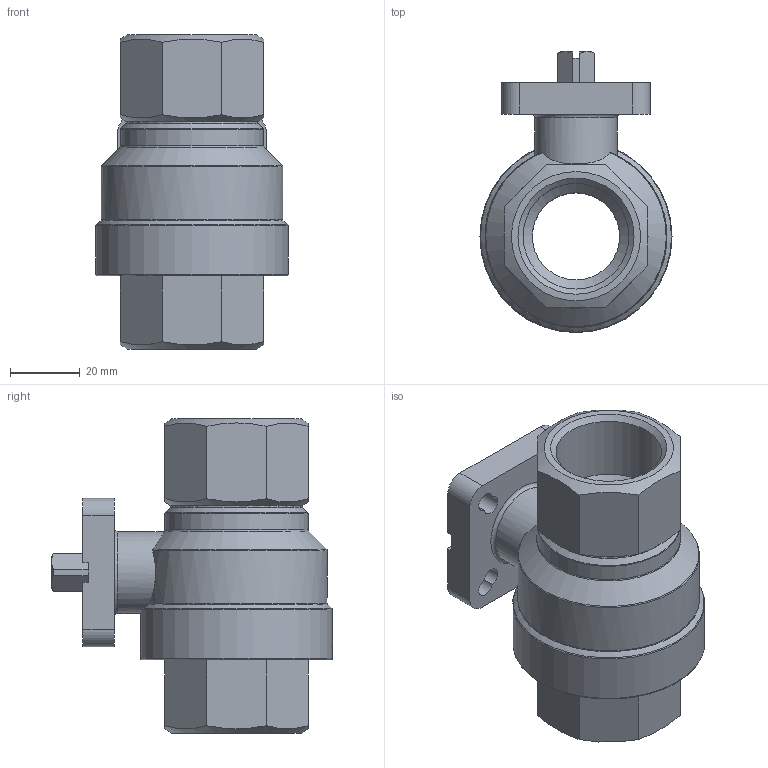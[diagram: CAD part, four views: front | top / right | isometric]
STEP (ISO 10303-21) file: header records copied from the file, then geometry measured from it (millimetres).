
FILE_DESCRIPTION(/* description */ ('STEP AP203'),/* implementation_level */ '2;1');
FILE_NAME(/* name */ '1689673 VZBA-1_-GG-40-D-22-F0304-B1B1T',/* time_stamp */ '2025-06-23T10:17:02+02:00',/* author */ ('License CC BY-ND 4.0'),/* organization */ ('CADENAS'),/* preprocessor_version */ 'ST-DEVELOPER v19.3',/* originating_system */ 'PARTsolutions',/* authorisation */ ' ');
FILE_SCHEMA (('CONFIG_CONTROL_DESIGN'));
Length unit declared in the file: millimetre
Products named in the file (1): 1689673 VZBA-1"-GG-40-D-22-F0304-B1B1T
Bounding box: 55 x 80.5 x 90 mm (x, y, z)
Volume: 115925.5 mm3; surface area: 30306 mm2
Topology: 1 solids, 1 shells, 112 faces, 295 edges, 190 vertices
Faces by surface type: plane 58, cylinder 23, cone 23, torus 8
Full cylindrical faces by diameter (mm): 3.242 x1, 11.7 x1, 20.4 x1, 23.5 x1, 25 x2, 30.291 x2, 41 x1, 55 x1
Entity records: 3384 total; most frequent: CARTESIAN_POINT 802, ORIENTED_EDGE 516, DIRECTION 498, EDGE_CURVE 258, AXIS2_PLACEMENT_3D 189, VERTEX_POINT 179, FACE_BOUND 153, EDGE_LOOP 152
